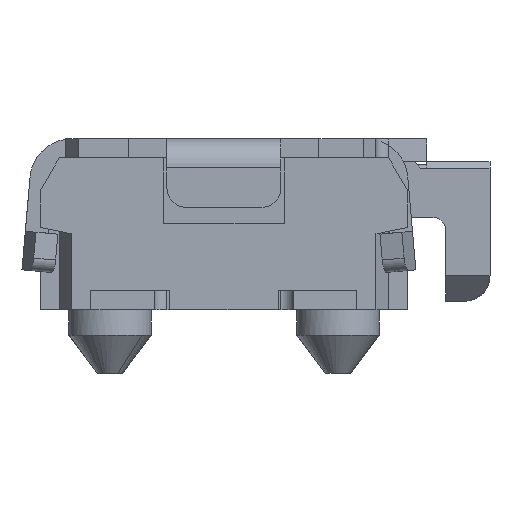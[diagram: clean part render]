
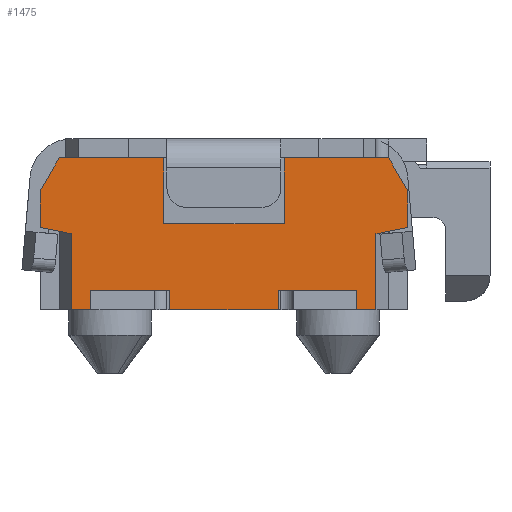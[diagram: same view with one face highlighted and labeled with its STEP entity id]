
A CAD part, left-side view. The second image highlights one B-rep face of the part: STEP entity #1475.
In plain terms, the highlighted planar face has unit normal (-1, 0, 0).
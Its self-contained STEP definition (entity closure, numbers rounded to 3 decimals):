
#350 = VERTEX_POINT('',#351);
#351 = CARTESIAN_POINT('',(-1.75,-1.202,-0.01));
#357 = EDGE_CURVE('',#358,#350,#360,.T.);
#358 = VERTEX_POINT('',#359);
#359 = CARTESIAN_POINT('',(-1.75,-1.052,-0.01));
#360 = LINE('',#361,#362);
#361 = CARTESIAN_POINT('',(-1.75,-3.152,-0.01));
#362 = VECTOR('',#363,1.);
#363 = DIRECTION('',(0.,-1.,0.));
#407 = VERTEX_POINT('',#408);
#408 = CARTESIAN_POINT('',(-1.75,-0.432,-0.01));
#414 = EDGE_CURVE('',#415,#407,#417,.T.);
#415 = VERTEX_POINT('',#416);
#416 = CARTESIAN_POINT('',(-1.75,0.428,-0.01));
#417 = LINE('',#418,#419);
#418 = CARTESIAN_POINT('',(-1.75,-3.152,-0.01));
#419 = VECTOR('',#420,1.);
#420 = DIRECTION('',(0.,-1.,0.));
#464 = VERTEX_POINT('',#465);
#465 = CARTESIAN_POINT('',(-1.75,1.048,-0.01));
#471 = EDGE_CURVE('',#472,#464,#474,.T.);
#472 = VERTEX_POINT('',#473);
#473 = CARTESIAN_POINT('',(-1.75,1.198,-0.01));
#474 = LINE('',#475,#476);
#475 = CARTESIAN_POINT('',(-1.75,-3.152,-0.01));
#476 = VECTOR('',#477,1.);
#477 = DIRECTION('',(0.,-1.,0.));
#1457 = VERTEX_POINT('',#1458);
#1458 = CARTESIAN_POINT('',(-1.75,-1.202,0.59));
#1464 = EDGE_CURVE('',#350,#1457,#1465,.T.);
#1465 = LINE('',#1466,#1467);
#1466 = CARTESIAN_POINT('',(-1.75,-1.202,-0.01));
#1467 = VECTOR('',#1468,1.);
#1468 = DIRECTION('',(0.,0.,1.));
#1475 = ADVANCED_FACE('',(#1476),#1620,.F.);
#1476 = FACE_BOUND('',#1477,.T.);
#1477 = EDGE_LOOP('',(#1478,#1486,#1487,#1495,#1503,#1509,#1510,#1511,
    #1519,#1527,#1535,#1543,#1551,#1559,#1567,#1575,#1583,#1591,#1599,
    #1605,#1606,#1614));
#1478 = ORIENTED_EDGE('',*,*,#1479,.F.);
#1479 = EDGE_CURVE('',#415,#1480,#1482,.T.);
#1480 = VERTEX_POINT('',#1481);
#1481 = CARTESIAN_POINT('',(-1.75,0.428,0.14));
#1482 = LINE('',#1483,#1484);
#1483 = CARTESIAN_POINT('',(-1.75,0.428,0.67));
#1484 = VECTOR('',#1485,1.);
#1485 = DIRECTION('',(0.,0.,1.));
#1486 = ORIENTED_EDGE('',*,*,#414,.T.);
#1487 = ORIENTED_EDGE('',*,*,#1488,.F.);
#1488 = EDGE_CURVE('',#1489,#407,#1491,.T.);
#1489 = VERTEX_POINT('',#1490);
#1490 = CARTESIAN_POINT('',(-1.75,-0.432,0.14));
#1491 = LINE('',#1492,#1493);
#1492 = CARTESIAN_POINT('',(-1.75,-0.432,0.67));
#1493 = VECTOR('',#1494,1.);
#1494 = DIRECTION('',(0.,0.,-1.));
#1495 = ORIENTED_EDGE('',*,*,#1496,.F.);
#1496 = EDGE_CURVE('',#1497,#1489,#1499,.T.);
#1497 = VERTEX_POINT('',#1498);
#1498 = CARTESIAN_POINT('',(-1.75,-1.052,0.14));
#1499 = LINE('',#1500,#1501);
#1500 = CARTESIAN_POINT('',(-1.75,1.448,0.14));
#1501 = VECTOR('',#1502,1.);
#1502 = DIRECTION('',(0.,1.,0.));
#1503 = ORIENTED_EDGE('',*,*,#1504,.F.);
#1504 = EDGE_CURVE('',#358,#1497,#1505,.T.);
#1505 = LINE('',#1506,#1507);
#1506 = CARTESIAN_POINT('',(-1.75,-1.052,0.67));
#1507 = VECTOR('',#1508,1.);
#1508 = DIRECTION('',(0.,0.,1.));
#1509 = ORIENTED_EDGE('',*,*,#357,.T.);
#1510 = ORIENTED_EDGE('',*,*,#1464,.T.);
#1511 = ORIENTED_EDGE('',*,*,#1512,.F.);
#1512 = EDGE_CURVE('',#1513,#1457,#1515,.T.);
#1513 = VERTEX_POINT('',#1514);
#1514 = CARTESIAN_POINT('',(-1.75,-1.452,0.64));
#1515 = LINE('',#1516,#1517);
#1516 = CARTESIAN_POINT('',(-1.75,-1.452,0.64));
#1517 = VECTOR('',#1518,1.);
#1518 = DIRECTION('',(0.,0.981,-0.196));
#1519 = ORIENTED_EDGE('',*,*,#1520,.F.);
#1520 = EDGE_CURVE('',#1521,#1513,#1523,.T.);
#1521 = VERTEX_POINT('',#1522);
#1522 = CARTESIAN_POINT('',(-1.75,-1.452,0.93));
#1523 = LINE('',#1524,#1525);
#1524 = CARTESIAN_POINT('',(-1.75,-1.452,0.67));
#1525 = VECTOR('',#1526,1.);
#1526 = DIRECTION('',(0.,0.,-1.));
#1527 = ORIENTED_EDGE('',*,*,#1528,.F.);
#1528 = EDGE_CURVE('',#1529,#1521,#1531,.T.);
#1529 = VERTEX_POINT('',#1530);
#1530 = CARTESIAN_POINT('',(-1.75,-1.302,1.19));
#1531 = LINE('',#1532,#1533);
#1532 = CARTESIAN_POINT('',(-1.75,-1.302,1.19));
#1533 = VECTOR('',#1534,1.);
#1534 = DIRECTION('',(0.,-0.5,-0.866));
#1535 = ORIENTED_EDGE('',*,*,#1536,.F.);
#1536 = EDGE_CURVE('',#1537,#1529,#1539,.T.);
#1537 = VERTEX_POINT('',#1538);
#1538 = CARTESIAN_POINT('',(-1.75,-0.477,1.19));
#1539 = LINE('',#1540,#1541);
#1540 = CARTESIAN_POINT('',(-1.75,1.448,1.19));
#1541 = VECTOR('',#1542,1.);
#1542 = DIRECTION('',(0.,-1.,0.));
#1543 = ORIENTED_EDGE('',*,*,#1544,.F.);
#1544 = EDGE_CURVE('',#1545,#1537,#1547,.T.);
#1545 = VERTEX_POINT('',#1546);
#1546 = CARTESIAN_POINT('',(-1.75,-0.477,0.67));
#1547 = LINE('',#1548,#1549);
#1548 = CARTESIAN_POINT('',(-1.75,-0.477,0.67));
#1549 = VECTOR('',#1550,1.);
#1550 = DIRECTION('',(0.,0.,1.));
#1551 = ORIENTED_EDGE('',*,*,#1552,.F.);
#1552 = EDGE_CURVE('',#1553,#1545,#1555,.T.);
#1553 = VERTEX_POINT('',#1554);
#1554 = CARTESIAN_POINT('',(-1.75,0.473,0.67));
#1555 = LINE('',#1556,#1557);
#1556 = CARTESIAN_POINT('',(-1.75,1.448,0.67));
#1557 = VECTOR('',#1558,1.);
#1558 = DIRECTION('',(0.,-1.,0.));
#1559 = ORIENTED_EDGE('',*,*,#1560,.F.);
#1560 = EDGE_CURVE('',#1561,#1553,#1563,.T.);
#1561 = VERTEX_POINT('',#1562);
#1562 = CARTESIAN_POINT('',(-1.75,0.473,1.19));
#1563 = LINE('',#1564,#1565);
#1564 = CARTESIAN_POINT('',(-1.75,0.473,0.67));
#1565 = VECTOR('',#1566,1.);
#1566 = DIRECTION('',(0.,0.,-1.));
#1567 = ORIENTED_EDGE('',*,*,#1568,.F.);
#1568 = EDGE_CURVE('',#1569,#1561,#1571,.T.);
#1569 = VERTEX_POINT('',#1570);
#1570 = CARTESIAN_POINT('',(-1.75,1.298,1.19));
#1571 = LINE('',#1572,#1573);
#1572 = CARTESIAN_POINT('',(-1.75,1.448,1.19));
#1573 = VECTOR('',#1574,1.);
#1574 = DIRECTION('',(0.,-1.,0.));
#1575 = ORIENTED_EDGE('',*,*,#1576,.F.);
#1576 = EDGE_CURVE('',#1577,#1569,#1579,.T.);
#1577 = VERTEX_POINT('',#1578);
#1578 = CARTESIAN_POINT('',(-1.75,1.448,0.93));
#1579 = LINE('',#1580,#1581);
#1580 = CARTESIAN_POINT('',(-1.75,1.448,0.93));
#1581 = VECTOR('',#1582,1.);
#1582 = DIRECTION('',(0.,-0.5,0.866));
#1583 = ORIENTED_EDGE('',*,*,#1584,.F.);
#1584 = EDGE_CURVE('',#1585,#1577,#1587,.T.);
#1585 = VERTEX_POINT('',#1586);
#1586 = CARTESIAN_POINT('',(-1.75,1.448,0.64));
#1587 = LINE('',#1588,#1589);
#1588 = CARTESIAN_POINT('',(-1.75,1.448,0.67));
#1589 = VECTOR('',#1590,1.);
#1590 = DIRECTION('',(0.,0.,1.));
#1591 = ORIENTED_EDGE('',*,*,#1592,.F.);
#1592 = EDGE_CURVE('',#1593,#1585,#1595,.T.);
#1593 = VERTEX_POINT('',#1594);
#1594 = CARTESIAN_POINT('',(-1.75,1.198,0.59));
#1595 = LINE('',#1596,#1597);
#1596 = CARTESIAN_POINT('',(-1.75,1.198,0.59));
#1597 = VECTOR('',#1598,1.);
#1598 = DIRECTION('',(0.,0.981,0.196));
#1599 = ORIENTED_EDGE('',*,*,#1600,.F.);
#1600 = EDGE_CURVE('',#472,#1593,#1601,.T.);
#1601 = LINE('',#1602,#1603);
#1602 = CARTESIAN_POINT('',(-1.75,1.198,0.67));
#1603 = VECTOR('',#1604,1.);
#1604 = DIRECTION('',(0.,0.,1.));
#1605 = ORIENTED_EDGE('',*,*,#471,.T.);
#1606 = ORIENTED_EDGE('',*,*,#1607,.F.);
#1607 = EDGE_CURVE('',#1608,#464,#1610,.T.);
#1608 = VERTEX_POINT('',#1609);
#1609 = CARTESIAN_POINT('',(-1.75,1.048,0.14));
#1610 = LINE('',#1611,#1612);
#1611 = CARTESIAN_POINT('',(-1.75,1.048,0.67));
#1612 = VECTOR('',#1613,1.);
#1613 = DIRECTION('',(0.,0.,-1.));
#1614 = ORIENTED_EDGE('',*,*,#1615,.F.);
#1615 = EDGE_CURVE('',#1480,#1608,#1616,.T.);
#1616 = LINE('',#1617,#1618);
#1617 = CARTESIAN_POINT('',(-1.75,1.448,0.14));
#1618 = VECTOR('',#1619,1.);
#1619 = DIRECTION('',(0.,1.,0.));
#1620 = PLANE('',#1621);
#1621 = AXIS2_PLACEMENT_3D('',#1622,#1623,#1624);
#1622 = CARTESIAN_POINT('',(-1.75,1.448,0.67));
#1623 = DIRECTION('',(1.,0.,0.));
#1624 = DIRECTION('',(0.,1.,0.));
